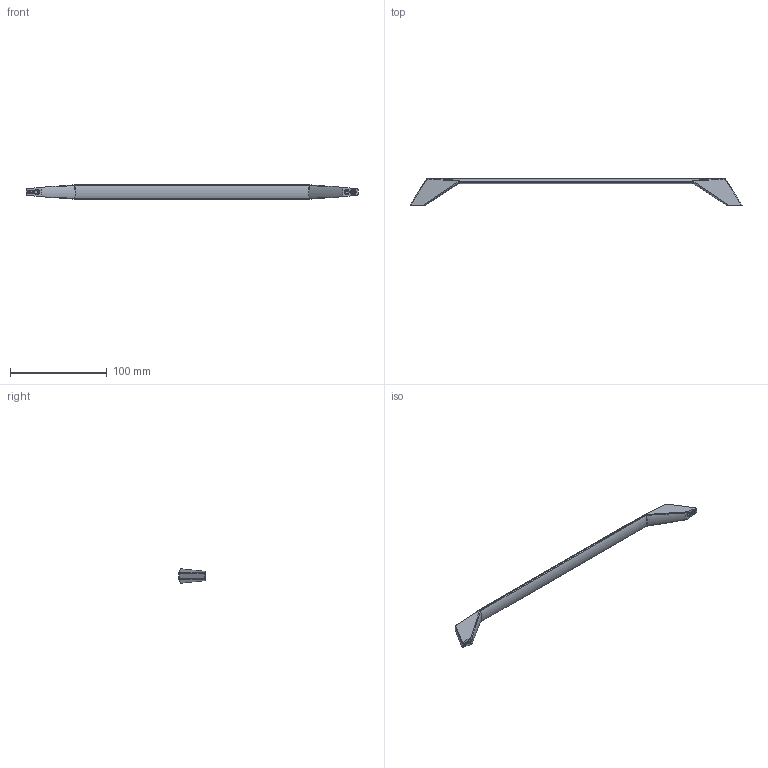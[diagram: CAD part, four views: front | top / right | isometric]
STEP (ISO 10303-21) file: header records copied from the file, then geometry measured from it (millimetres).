
FILE_DESCRIPTION(('Creo Elements/Direct Modeling STEP Export'),'2;1');
FILE_NAME('2343-343.stp','2022-05-04T 9:19:57',(''),(''),'Creo Elements/Direct Modeling STEP processor for AP214 (Solid Model)','Creo Elements/Direct Modeling 20.0 12-Nov-2016 (C) Parametric Technology GmbH','');
FILE_SCHEMA(('AUTOMOTIVE_DESIGN { 1 0 10303 214 1 1 1 1 }'));
Length unit declared in the file: millimetre
Products named in the file (2): ZN-9448.1
Assembly tree (1 placements, depth 2):
  ZN-9448.1
    ZN-9448.1
Bounding box: 343 x 27.29 x 15 mm (x, y, z)
Volume: 28378.2 mm3; surface area: 13577.1 mm2
Topology: 1 solids, 1 shells, 332 faces, 904 edges, 580 vertices
Faces by surface type: plane 223, cylinder 44, bspline 40, extrusion 13, cone 8, sphere 4
Entity records: 12578 total; most frequent: CARTESIAN_POINT 4636, ORIENTED_EDGE 1792, DIRECTION 1364, EDGE_CURVE 896, VECTOR 694, LINE 681, VERTEX_POINT 580, EDGE_LOOP 346
